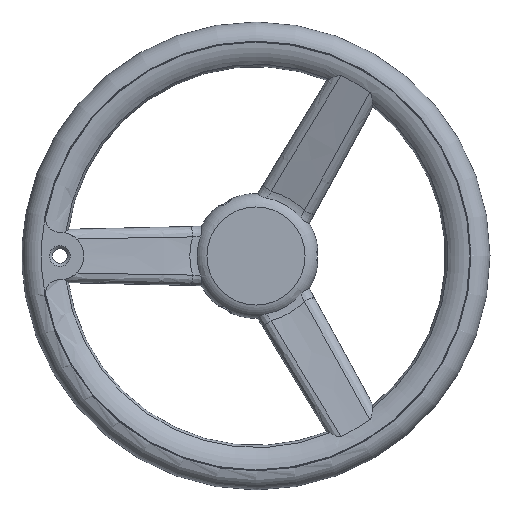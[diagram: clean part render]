
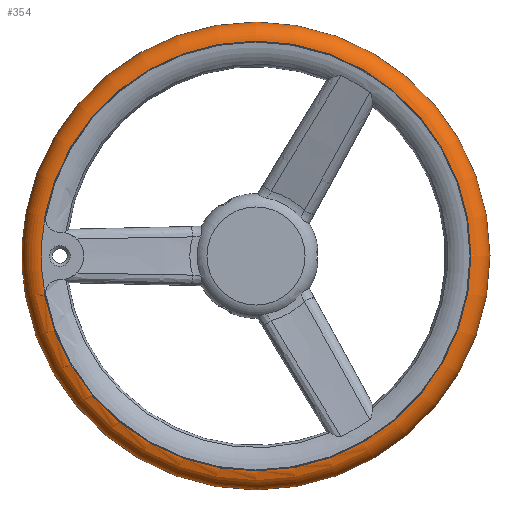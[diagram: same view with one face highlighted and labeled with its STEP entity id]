
A CAD part, left-side view. The second image highlights one B-rep face of the part: STEP entity #354.
In plain terms, the highlighted toroidal (fillet/blend) face has major radius 144.5 mm and minor radius 13 mm.
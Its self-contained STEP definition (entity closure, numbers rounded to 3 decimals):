
#196=TOROIDAL_SURFACE('',#1588,144.5,13.);
#271=B_SPLINE_CURVE_WITH_KNOTS('',3,(#2499,#2500,#2501,#2502),.UNSPECIFIED.,
.F.,.F.,(4,4),(0.,1.),.UNSPECIFIED.);
#272=B_SPLINE_CURVE_WITH_KNOTS('',3,(#2503,#2504,#2505,#2506),.UNSPECIFIED.,
.F.,.F.,(4,4),(0.,1.),.UNSPECIFIED.);
#354=ADVANCED_FACE('',(#452,#453),#196,.T.);
#452=FACE_BOUND('',#570,.T.);
#453=FACE_BOUND('',#571,.T.);
#570=EDGE_LOOP('',(#787));
#571=EDGE_LOOP('',(#788,#789,#790,#791));
#787=ORIENTED_EDGE('',*,*,#1351,.T.);
#788=ORIENTED_EDGE('',*,*,#1249,.F.);
#789=ORIENTED_EDGE('',*,*,#1352,.T.);
#790=ORIENTED_EDGE('',*,*,#1350,.F.);
#791=ORIENTED_EDGE('',*,*,#1353,.T.);
#1102=VERTEX_POINT('',#1966);
#1103=VERTEX_POINT('',#1968);
#1185=VERTEX_POINT('',#2483);
#1186=VERTEX_POINT('',#2494);
#1187=VERTEX_POINT('',#2498);
#1249=EDGE_CURVE('',#1102,#1103,#1471,.T.);
#1350=EDGE_CURVE('',#1186,#1185,#1502,.T.);
#1351=EDGE_CURVE('',#1187,#1187,#1503,.T.);
#1352=EDGE_CURVE('',#1102,#1185,#271,.T.);
#1353=EDGE_CURVE('',#1186,#1103,#272,.T.);
#1471=CIRCLE('',#1542,144.5);
#1502=CIRCLE('',#1585,144.666);
#1503=CIRCLE('',#1587,144.666);
#1542=AXIS2_PLACEMENT_3D('',#1967,#1679,#1680);
#1585=AXIS2_PLACEMENT_3D('',#2495,#1771,#1772);
#1587=AXIS2_PLACEMENT_3D('',#2497,#1775,#1776);
#1588=AXIS2_PLACEMENT_3D('',#2507,#1777,#1778);
#1679=DIRECTION('',(-1.,0.,0.));
#1680=DIRECTION('',(0.,0.,1.));
#1771=DIRECTION('',(-1.,0.,0.));
#1772=DIRECTION('',(0.,0.,1.));
#1775=DIRECTION('',(-1.,0.,0.));
#1776=DIRECTION('',(0.,0.,1.));
#1777=DIRECTION('',(-1.,0.,0.));
#1778=DIRECTION('',(0.,0.,1.));
#1966=CARTESIAN_POINT('',(390.163,329.343,27.06));
#1967=CARTESIAN_POINT('',(390.163,187.399,0.));
#1968=CARTESIAN_POINT('',(390.163,329.343,-27.06));
#2483=CARTESIAN_POINT('',(390.164,329.543,26.894));
#2494=CARTESIAN_POINT('',(390.164,329.535,-26.939));
#2495=CARTESIAN_POINT('',(390.164,187.399,0.));
#2497=CARTESIAN_POINT('',(416.162,187.399,0.));
#2498=CARTESIAN_POINT('',(416.162,187.399,144.666));
#2499=CARTESIAN_POINT('',(390.163,329.343,27.06));
#2500=CARTESIAN_POINT('',(390.163,329.409,27.005));
#2501=CARTESIAN_POINT('',(390.164,329.476,26.95));
#2502=CARTESIAN_POINT('',(390.164,329.543,26.894));
#2503=CARTESIAN_POINT('',(390.164,329.535,-26.939));
#2504=CARTESIAN_POINT('',(390.164,329.471,-26.98));
#2505=CARTESIAN_POINT('',(390.163,329.407,-27.02));
#2506=CARTESIAN_POINT('',(390.163,329.343,-27.06));
#2507=CARTESIAN_POINT('',(403.163,187.399,0.));
